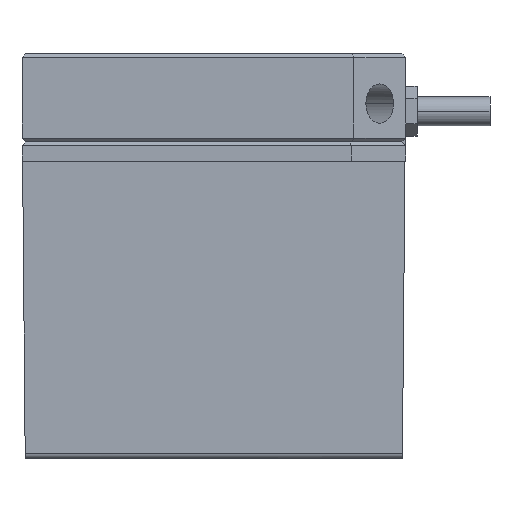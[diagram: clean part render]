
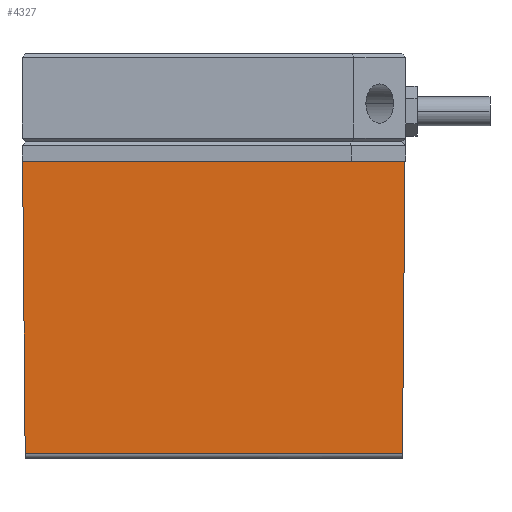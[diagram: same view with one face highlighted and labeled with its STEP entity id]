
A CAD part, left-side view. The second image highlights one B-rep face of the part: STEP entity #4327.
In plain terms, the highlighted planar face has unit normal (-1, 0, 0).
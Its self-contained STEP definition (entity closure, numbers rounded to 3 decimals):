
#230 = EDGE_LOOP ( 'NONE', ( #4432, #4408, #4413, #4443, #4411, #4415 ) ) ;
#378 = VERTEX_POINT ( 'NONE', #1396 ) ;
#459 = EDGE_CURVE ( 'NONE', #3905, #378, #1386, .T. ) ;
#1383 = DIRECTION ( 'NONE',  ( 0., 0., -1. ) ) ;
#1384 = VECTOR ( 'NONE', #1383, 1000. ) ;
#1385 = CARTESIAN_POINT ( 'NONE',  ( -25.835, -46.645, -51.132 ) ) ;
#1386 = LINE ( 'NONE', #1385, #1384 ) ;
#1396 = CARTESIAN_POINT ( 'NONE',  ( -25.835, -46.645, -51.132 ) ) ;
#1456 = LINE ( 'NONE', #5639, #5654 ) ;
#1523 = CARTESIAN_POINT ( 'NONE',  ( -25.835, -46.645, -47.957 ) ) ;
#1669 = CARTESIAN_POINT ( 'NONE',  ( -25.835, 3.139, -47.957 ) ) ;
#2742 = FACE_OUTER_BOUND ( 'NONE', #230, .T. ) ;
#2773 = DIRECTION ( 'NONE',  ( 0., 0., -1. ) ) ;
#2774 = DIRECTION ( 'NONE',  ( -1., 0., 0. ) ) ;
#2775 = CARTESIAN_POINT ( 'NONE',  ( -25.835, 3.139, -51.132 ) ) ;
#2776 = AXIS2_PLACEMENT_3D ( 'NONE', #2775, #2774, #2773 ) ;
#2779 = PLANE ( 'NONE',  #2776 ) ;
#2790 = CARTESIAN_POINT ( 'NONE',  ( -25.835, 3.139, -51.132 ) ) ;
#2813 = DIRECTION ( 'NONE',  ( 0., -1., 0. ) ) ;
#2814 = VECTOR ( 'NONE', #2813, 1000. ) ;
#2815 = CARTESIAN_POINT ( 'NONE',  ( -25.835, -46.335, -86.057 ) ) ;
#2816 = LINE ( 'NONE', #2815, #2814 ) ;
#2833 = CARTESIAN_POINT ( 'NONE',  ( -25.835, -46.341, -86.057 ) ) ;
#2888 = DIRECTION ( 'NONE',  ( 0., -0.009, -1. ) ) ;
#2889 = VECTOR ( 'NONE', #2888, 1000. ) ;
#2890 = CARTESIAN_POINT ( 'NONE',  ( -25.835, 2.828, -86.692 ) ) ;
#2891 = LINE ( 'NONE', #2890, #2889 ) ;
#2893 = CARTESIAN_POINT ( 'NONE',  ( -25.835, 2.834, -86.057 ) ) ;
#2944 = DIRECTION ( 'NONE',  ( 0., -0.009, 1. ) ) ;
#2945 = VECTOR ( 'NONE', #2944, 1000. ) ;
#2946 = CARTESIAN_POINT ( 'NONE',  ( -25.835, -46.335, -86.692 ) ) ;
#2947 = LINE ( 'NONE', #2946, #2945 ) ;
#3088 = DIRECTION ( 'NONE',  ( 0., 0., -1. ) ) ;
#3089 = VECTOR ( 'NONE', #3088, 1000. ) ;
#3090 = CARTESIAN_POINT ( 'NONE',  ( -25.835, 3.139, -51.132 ) ) ;
#3091 = LINE ( 'NONE', #3090, #3089 ) ;
#3905 = VERTEX_POINT ( 'NONE', #1523 ) ;
#3950 = VERTEX_POINT ( 'NONE', #1669 ) ;
#3960 = EDGE_CURVE ( 'NONE', #3950, #3905, #1456, .T. ) ;
#4327 = ADVANCED_FACE ( 'NONE', ( #2742 ), #2779, .T. ) ;
#4340 = VERTEX_POINT ( 'NONE', #2790 ) ;
#4349 = VERTEX_POINT ( 'NONE', #2833 ) ;
#4358 = EDGE_CURVE ( 'NONE', #4390, #4349, #2816, .T. ) ;
#4390 = VERTEX_POINT ( 'NONE', #2893 ) ;
#4395 = EDGE_CURVE ( 'NONE', #4340, #4390, #2891, .T. ) ;
#4396 = EDGE_CURVE ( 'NONE', #4349, #378, #2947, .T. ) ;
#4408 = ORIENTED_EDGE ( 'NONE', *, *, #4358, .T. ) ;
#4411 = ORIENTED_EDGE ( 'NONE', *, *, #3960, .F. ) ;
#4413 = ORIENTED_EDGE ( 'NONE', *, *, #4396, .T. ) ;
#4415 = ORIENTED_EDGE ( 'NONE', *, *, #4456, .T. ) ;
#4432 = ORIENTED_EDGE ( 'NONE', *, *, #4395, .T. ) ;
#4443 = ORIENTED_EDGE ( 'NONE', *, *, #459, .F. ) ;
#4456 = EDGE_CURVE ( 'NONE', #3950, #4340, #3091, .T. ) ;
#5639 = CARTESIAN_POINT ( 'NONE',  ( -25.835, 3.139, -47.957 ) ) ;
#5653 = DIRECTION ( 'NONE',  ( 0., -1., 0. ) ) ;
#5654 = VECTOR ( 'NONE', #5653, 1000. ) ;
